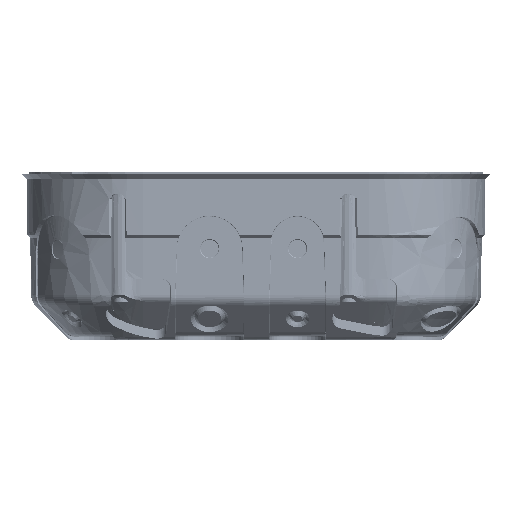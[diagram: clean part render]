
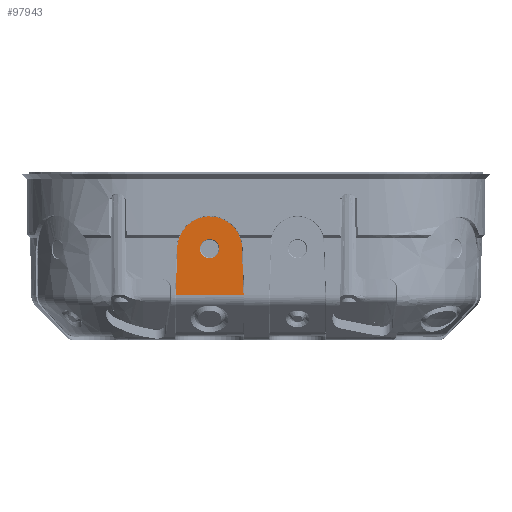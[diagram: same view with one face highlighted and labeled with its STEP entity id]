
A CAD part, top view. The second image highlights one B-rep face of the part: STEP entity #97943.
In plain terms, the highlighted planar face has unit normal (0, -0.018, 1).
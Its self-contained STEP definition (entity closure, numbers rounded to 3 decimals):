
#2981 = CARTESIAN_POINT ( 'NONE',  ( -5.418, 30.436, 34.659 ) ) ;
#3654 = LINE ( 'NONE', #82353, #234601 ) ;
#8076 = CARTESIAN_POINT ( 'NONE',  ( -5.137, 29.838, 34.648 ) ) ;
#9326 = CARTESIAN_POINT ( 'NONE',  ( -18.691, 35.183, 34.742 ) ) ;
#10599 = CARTESIAN_POINT ( 'NONE',  ( -23.6, 30.436, 34.659 ) ) ;
#11856 = CARTESIAN_POINT ( 'NONE',  ( -20.69, 33.999, 34.721 ) ) ;
#17961 = CARTESIAN_POINT ( 'NONE',  ( -25.111, 11.407, 34.327 ) ) ;
#20376 = VECTOR ( 'NONE', #194725, 1000. ) ;
#21599 = AXIS2_PLACEMENT_3D ( 'NONE', #33233, #133689, #52602 ) ;
#21837 = EDGE_CURVE ( 'NONE', #124904, #157751, #224741, .T. ) ;
#22295 = CARTESIAN_POINT ( 'NONE',  ( -4.723, 28.582, 34.626 ) ) ;
#26130 = CARTESIAN_POINT ( 'NONE',  ( -4.642, 28.257, 34.621 ) ) ;
#28688 = CARTESIAN_POINT ( 'NONE',  ( -24.615, 26.614, 34.592 ) ) ;
#32486 = CARTESIAN_POINT ( 'NONE',  ( -22.132, 32.642, 34.697 ) ) ;
#33233 = CARTESIAN_POINT ( 'NONE',  ( -122.486, 49.955, 34.999 ) ) ;
#37556 = B_SPLINE_CURVE_WITH_KNOTS ( 'NONE', 3,
 ( #144691, #183414, #220760, #26130, #22295, #122849, #8076, #2981, #162774, #64894, #143416, #222035, #223281, #86766, #165311, #61077, #218196, #41670, #62351, #140852, #167843, #224564, #68712, #48056, #246447, #112364, #51858, #126634, #9326, #190972, #227105, #49326, #11856, #151011, #32486, #129161, #130422, #10599, #67435, #205240, #225842, #109843, #148487, #28688, #90571 ),
 .UNSPECIFIED., .F., .F.,
 ( 4, 2, 2, 1, 2, 2, 2, 2, 2, 2, 2, 2, 2, 2, 2, 2, 2, 2, 2, 2, 2, 2, 4 ),
 ( 0., 0.002, 0.003, 0.004, 0.005, 0.006, 0.008, 0.009, 0.01, 0.012, 0.013, 0.014, 0.016, 0.018, 0.02, 0.021, 0.022, 0.024, 0.026, 0.028, 0.029, 0.03, 0.032 ),
 .UNSPECIFIED. ) ;
#38660 = CARTESIAN_POINT ( 'NONE',  ( -122.486, 11.407, 34.327 ) ) ;
#41670 = CARTESIAN_POINT ( 'NONE',  ( -10.011, 35.06, 34.739 ) ) ;
#48056 = CARTESIAN_POINT ( 'NONE',  ( -13.832, 36.086, 34.757 ) ) ;
#49326 = CARTESIAN_POINT ( 'NONE',  ( -19.862, 34.554, 34.731 ) ) ;
#50164 = EDGE_CURVE ( 'NONE', #157751, #124904, #59368, .T. ) ;
#51858 = CARTESIAN_POINT ( 'NONE',  ( -17.143, 35.758, 34.752 ) ) ;
#52602 = DIRECTION ( 'NONE',  ( 0., 1., 0.017 ) ) ;
#59368 = CIRCLE ( 'NONE', #88289, 3. ) ;
#61077 = CARTESIAN_POINT ( 'NONE',  ( -8.604, 34.197, 34.724 ) ) ;
#62351 = CARTESIAN_POINT ( 'NONE',  ( -10.93, 35.441, 34.746 ) ) ;
#63638 = VERTEX_POINT ( 'NONE', #110630 ) ;
#64894 = CARTESIAN_POINT ( 'NONE',  ( -5.902, 31.308, 34.674 ) ) ;
#67435 = CARTESIAN_POINT ( 'NONE',  ( -23.979, 29.513, 34.643 ) ) ;
#68712 = CARTESIAN_POINT ( 'NONE',  ( -13.174, 36.021, 34.756 ) ) ;
#74023 = DIRECTION ( 'NONE',  ( 0., -0.017, 1. ) ) ;
#76353 = EDGE_CURVE ( 'NONE', #63638, #199154, #3654, .T. ) ;
#82260 = ORIENTED_EDGE ( 'NONE', *, *, #188948, .T. ) ;
#82353 = CARTESIAN_POINT ( 'NONE',  ( -5.344, 53.959, 35.069 ) ) ;
#86766 = CARTESIAN_POINT ( 'NONE',  ( -7.82, 33.574, 34.714 ) ) ;
#87491 = CARTESIAN_POINT ( 'NONE',  ( -4.387, 25.945, 34.58 ) ) ;
#88289 = AXIS2_PLACEMENT_3D ( 'NONE', #219728, #156645, #138570 ) ;
#90571 = CARTESIAN_POINT ( 'NONE',  ( -24.613, 25.945, 34.58 ) ) ;
#91616 = DIRECTION ( 'NONE',  ( -0.034, -0.999, -0.017 ) ) ;
#97571 = VECTOR ( 'NONE', #91616, 1000. ) ;
#97943 = ADVANCED_FACE ( 'NONE', ( #194232, #136214 ), #209761, .T. ) ;
#104906 = EDGE_CURVE ( 'NONE', #199154, #125258, #37556, .T. ) ;
#109843 = CARTESIAN_POINT ( 'NONE',  ( -24.361, 28.241, 34.62 ) ) ;
#110630 = CARTESIAN_POINT ( 'NONE',  ( -3.89, 11.407, 34.327 ) ) ;
#110903 = CARTESIAN_POINT ( 'NONE',  ( -23.908, 46.585, 34.941 ) ) ;
#112364 = CARTESIAN_POINT ( 'NONE',  ( -15.832, 36.02, 34.756 ) ) ;
#113638 = AXIS2_PLACEMENT_3D ( 'NONE', #171908, #74023, #152560 ) ;
#122849 = CARTESIAN_POINT ( 'NONE',  ( -4.915, 29.216, 34.637 ) ) ;
#124904 = VERTEX_POINT ( 'NONE', #239243 ) ;
#125258 = VERTEX_POINT ( 'NONE', #179724 ) ;
#126421 = LINE ( 'NONE', #110903, #97571 ) ;
#126634 = CARTESIAN_POINT ( 'NONE',  ( -17.777, 35.563, 34.748 ) ) ;
#127075 = ORIENTED_EDGE ( 'NONE', *, *, #76353, .T. ) ;
#129161 = CARTESIAN_POINT ( 'NONE',  ( -22.558, 32.119, 34.688 ) ) ;
#130422 = CARTESIAN_POINT ( 'NONE',  ( -23.29, 31.018, 34.669 ) ) ;
#133689 = DIRECTION ( 'NONE',  ( 0., -0.017, 1. ) ) ;
#136214 = FACE_OUTER_BOUND ( 'NONE', #141787, .T. ) ;
#138570 = DIRECTION ( 'NONE',  ( 0., 1., 0.017 ) ) ;
#139289 = ORIENTED_EDGE ( 'NONE', *, *, #50164, .F. ) ;
#140852 = CARTESIAN_POINT ( 'NONE',  ( -11.247, 35.555, 34.748 ) ) ;
#141787 = EDGE_LOOP ( 'NONE', ( #144379, #127075, #239082, #82260 ) ) ;
#143416 = CARTESIAN_POINT ( 'NONE',  ( -6.456, 32.139, 34.688 ) ) ;
#144379 = ORIENTED_EDGE ( 'NONE', *, *, #200999, .T. ) ;
#144691 = CARTESIAN_POINT ( 'NONE',  ( -4.387, 25.945, 34.58 ) ) ;
#148487 = CARTESIAN_POINT ( 'NONE',  ( -24.551, 27.271, 34.603 ) ) ;
#151011 = CARTESIAN_POINT ( 'NONE',  ( -21.199, 33.579, 34.714 ) ) ;
#152560 = DIRECTION ( 'NONE',  ( 0., 1., 0.017 ) ) ;
#154180 = CARTESIAN_POINT ( 'NONE',  ( -14.5, 28.972, 34.633 ) ) ;
#156645 = DIRECTION ( 'NONE',  ( 0., -0.017, 1. ) ) ;
#157751 = VERTEX_POINT ( 'NONE', #154180 ) ;
#162774 = CARTESIAN_POINT ( 'NONE',  ( -5.73, 31.02, 34.669 ) ) ;
#165311 = CARTESIAN_POINT ( 'NONE',  ( -8.336, 33.998, 34.721 ) ) ;
#167843 = CARTESIAN_POINT ( 'NONE',  ( -11.883, 35.748, 34.751 ) ) ;
#170308 = VERTEX_POINT ( 'NONE', #17961 ) ;
#171908 = CARTESIAN_POINT ( 'NONE',  ( -14.5, 25.973, 34.581 ) ) ;
#175298 = LINE ( 'NONE', #38660, #20376 ) ;
#179724 = CARTESIAN_POINT ( 'NONE',  ( -24.613, 25.945, 34.58 ) ) ;
#183414 = CARTESIAN_POINT ( 'NONE',  ( -4.385, 26.614, 34.592 ) ) ;
#188948 = EDGE_CURVE ( 'NONE', #125258, #170308, #126421, .T. ) ;
#190972 = CARTESIAN_POINT ( 'NONE',  ( -18.989, 35.041, 34.739 ) ) ;
#194232 = FACE_BOUND ( 'NONE', #230087, .T. ) ;
#194725 = DIRECTION ( 'NONE',  ( 1., 0., 0. ) ) ;
#199154 = VERTEX_POINT ( 'NONE', #87491 ) ;
#200999 = EDGE_CURVE ( 'NONE', #170308, #63638, #175298, .T. ) ;
#205240 = CARTESIAN_POINT ( 'NONE',  ( -24.091, 29.197, 34.637 ) ) ;
#205584 = DIRECTION ( 'NONE',  ( -0.034, 0.999, 0.017 ) ) ;
#209750 = ORIENTED_EDGE ( 'NONE', *, *, #21837, .F. ) ;
#209761 = PLANE ( 'NONE',  #21599 ) ;
#218196 = CARTESIAN_POINT ( 'NONE',  ( -9.429, 34.748, 34.734 ) ) ;
#219728 = CARTESIAN_POINT ( 'NONE',  ( -14.5, 25.973, 34.581 ) ) ;
#220760 = CARTESIAN_POINT ( 'NONE',  ( -4.449, 27.276, 34.604 ) ) ;
#222035 = CARTESIAN_POINT ( 'NONE',  ( -6.875, 32.649, 34.697 ) ) ;
#223281 = CARTESIAN_POINT ( 'NONE',  ( -7.575, 33.351, 34.71 ) ) ;
#224564 = CARTESIAN_POINT ( 'NONE',  ( -12.204, 35.828, 34.753 ) ) ;
#224741 = CIRCLE ( 'NONE', #113638, 3. ) ;
#225842 = CARTESIAN_POINT ( 'NONE',  ( -24.282, 28.562, 34.626 ) ) ;
#227105 = CARTESIAN_POINT ( 'NONE',  ( -19.574, 34.728, 34.734 ) ) ;
#230087 = EDGE_LOOP ( 'NONE', ( #139289, #209750 ) ) ;
#234601 = VECTOR ( 'NONE', #205584, 1000. ) ;
#239082 = ORIENTED_EDGE ( 'NONE', *, *, #104906, .T. ) ;
#239243 = CARTESIAN_POINT ( 'NONE',  ( -14.5, 22.973, 34.528 ) ) ;
#246447 = CARTESIAN_POINT ( 'NONE',  ( -15.17, 36.086, 34.757 ) ) ;
